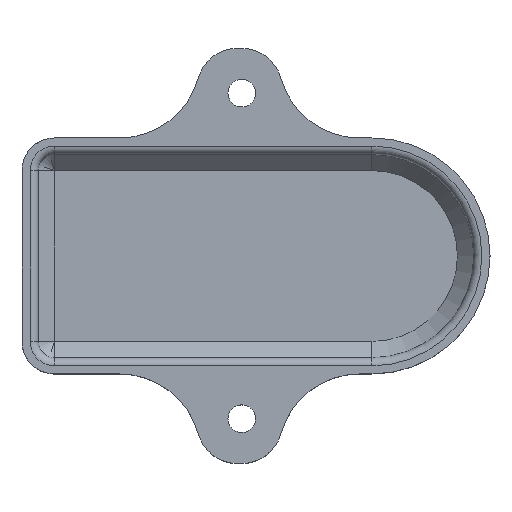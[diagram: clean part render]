
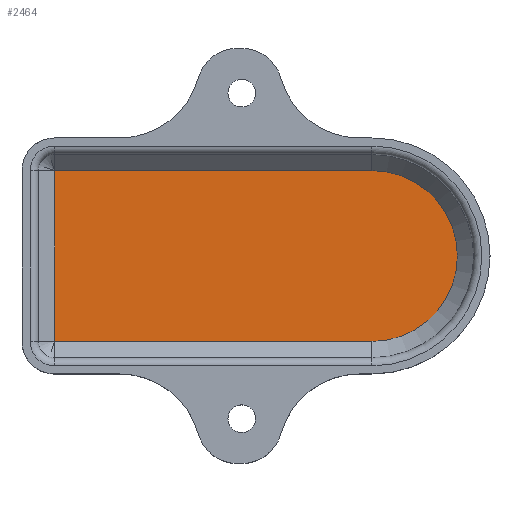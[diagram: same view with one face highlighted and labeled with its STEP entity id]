
A CAD part, top view. The second image highlights one B-rep face of the part: STEP entity #2464.
In plain terms, the highlighted planar face has unit normal (0, 0, 1).
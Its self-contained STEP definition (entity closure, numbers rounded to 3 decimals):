
#63=CIRCLE('',#2625,10.5);
#166=PLANE('',#2636);
#281=FACE_OUTER_BOUND('',#429,.T.);
#429=EDGE_LOOP('',(#2026,#2027,#2028,#2029));
#655=LINE('',#4035,#921);
#658=LINE('',#4044,#924);
#662=LINE('',#4051,#928);
#921=VECTOR('',#3026,10.);
#924=VECTOR('',#3037,10.);
#928=VECTOR('',#3043,10.);
#1212=VERTEX_POINT('',#4028);
#1215=VERTEX_POINT('',#4033);
#1216=VERTEX_POINT('',#4038);
#1217=VERTEX_POINT('',#4042);
#1496=EDGE_CURVE('',#1215,#1212,#655,.T.);
#1499=EDGE_CURVE('',#1216,#1215,#63,.T.);
#1501=EDGE_CURVE('',#1217,#1216,#658,.T.);
#1505=EDGE_CURVE('',#1212,#1217,#662,.T.);
#2026=ORIENTED_EDGE('',*,*,#1496,.F.);
#2027=ORIENTED_EDGE('',*,*,#1499,.F.);
#2028=ORIENTED_EDGE('',*,*,#1501,.F.);
#2029=ORIENTED_EDGE('',*,*,#1505,.F.);
#2464=ADVANCED_FACE('',(#281),#166,.F.);
#2625=AXIS2_PLACEMENT_3D('',#4040,#3032,#3033);
#2636=AXIS2_PLACEMENT_3D('',#4070,#3066,#3067);
#3026=DIRECTION('',(-1.,0.,0.));
#3032=DIRECTION('center_axis',(0.,0.,-1.));
#3033=DIRECTION('ref_axis',(0.,1.,0.));
#3037=DIRECTION('',(1.,0.,0.));
#3043=DIRECTION('',(0.,1.,0.));
#3066=DIRECTION('center_axis',(0.,0.,-1.));
#3067=DIRECTION('ref_axis',(1.,0.,0.));
#4028=CARTESIAN_POINT('',(-17.5,-10.5,-8.));
#4033=CARTESIAN_POINT('',(21.5,-10.5,-8.));
#4035=CARTESIAN_POINT('',(10.75,-10.5,-8.));
#4038=CARTESIAN_POINT('',(21.5,10.5,-8.));
#4040=CARTESIAN_POINT('Origin',(21.5,0.,-8.));
#4042=CARTESIAN_POINT('',(-17.5,10.5,-8.));
#4044=CARTESIAN_POINT('',(-9.75,10.5,-8.));
#4051=CARTESIAN_POINT('',(-17.5,-6.25,-8.));
#4070=CARTESIAN_POINT('Origin',(0.,0.,
-8.));
